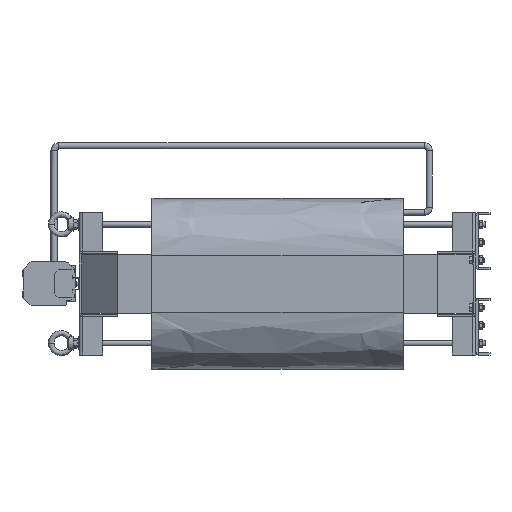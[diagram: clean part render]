
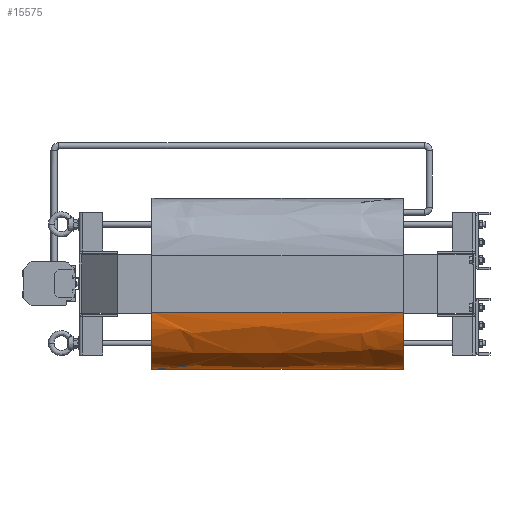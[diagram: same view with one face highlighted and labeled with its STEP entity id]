
A CAD part, left-side view. The second image highlights one B-rep face of the part: STEP entity #15575.
In plain terms, the highlighted free-form (B-spline) face has degree [2, 3] with [3, 4] control points.
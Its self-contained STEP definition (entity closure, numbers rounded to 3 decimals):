
#2669 = CARTESIAN_POINT ( 'NONE',  ( -335.5, 291.5, -180. ) ) ;
#2850 = CARTESIAN_POINT ( 'NONE',  ( -335.5, -291.5, -180. ) ) ;
#3971 = CARTESIAN_POINT ( 'NONE',  ( -335.5, 265., -180. ) ) ;
#4201 = CARTESIAN_POINT ( 'NONE',  ( -335.5, 265., -180. ) ) ;
#5332 = CARTESIAN_POINT ( 'NONE',  ( -335.5, -265., -180. ) ) ;
#6371 = CARTESIAN_POINT ( 'NONE',  ( -335.5, -97.167, -180. ) ) ;
#11280 =( BOUNDED_SURFACE ( )  B_SPLINE_SURFACE ( 2, 3, ( 
 ( #2850, #6371, #22702, #2669 ),
 ( #14773, #26929, #30999, #39141 ),
 ( #14942, #43184, #47431, #46738 ) ),
 .UNSPECIFIED., .F., .F., .T. ) 
 B_SPLINE_SURFACE_WITH_KNOTS ( ( 3, 3 ),
 ( 4, 4 ),
 ( 0., 1. ),
 ( -0.556, 0.027 ),
 .UNSPECIFIED. ) 
 GEOMETRIC_REPRESENTATION_ITEM ( )  RATIONAL_B_SPLINE_SURFACE ( (
 ( 1., 1., 1., 1.),
 ( 0.707, 0.707, 0.707, 0.707),
 ( 1., 1., 1., 1.) ) ) 
 REPRESENTATION_ITEM ( '' )  SURFACE ( )  );
#12117 = VERTEX_POINT ( 'NONE', #47535 ) ;
#12370 = DIRECTION ( 'NONE',  ( 0., 1., 0. ) ) ;
#14773 = CARTESIAN_POINT ( 'NONE',  ( -443.5, -291.5, -180. ) ) ;
#14942 = CARTESIAN_POINT ( 'NONE',  ( -443.5, -291.5, -60. ) ) ;
#15575 = ADVANCED_FACE ( 'NONE', ( #38252 ), #11280, .T. ) ;
#16368 = CARTESIAN_POINT ( 'NONE',  ( -443.5, -265., -180. ) ) ;
#16536 = CARTESIAN_POINT ( 'NONE',  ( -443.5, -265., -60. ) ) ;
#16884 = VECTOR ( 'NONE', #48171, 1000. ) ;
#17846 = EDGE_CURVE ( 'NONE', #40290, #12117, #43967, .T. ) ;
#18991 = EDGE_CURVE ( 'NONE', #34733, #40290, #39228, .T. ) ;
#20047 = EDGE_LOOP ( 'NONE', ( #42277, #41018, #26160, #29630 ) ) ;
#22702 = CARTESIAN_POINT ( 'NONE',  ( -335.5, 97.167, -180. ) ) ;
#22793 = VECTOR ( 'NONE', #12370, 1000. ) ;
#26160 = ORIENTED_EDGE ( 'NONE', *, *, #37405, .F. ) ;
#26929 = CARTESIAN_POINT ( 'NONE',  ( -443.5, -97.167, -180. ) ) ;
#27430 = EDGE_CURVE ( 'NONE', #12117, #40045, #38382, .T. ) ;
#28175 = CARTESIAN_POINT ( 'NONE',  ( -443.5, 265., -60. ) ) ;
#29339 =( BOUNDED_CURVE ( )  B_SPLINE_CURVE ( 2, ( #16536, #16368, #32234 ),
 .UNSPECIFIED., .F., .F. ) 
 B_SPLINE_CURVE_WITH_KNOTS ( ( 3, 3 ),
 ( 0., 0.178 ),
 .UNSPECIFIED. ) 
 CURVE ( )  GEOMETRIC_REPRESENTATION_ITEM ( )  RATIONAL_B_SPLINE_CURVE ( ( 1., 0.707, 1. ) ) 
 REPRESENTATION_ITEM ( '' )  );
#29630 = ORIENTED_EDGE ( 'NONE', *, *, #27430, .F. ) ;
#30999 = CARTESIAN_POINT ( 'NONE',  ( -443.5, 97.167, -180. ) ) ;
#31039 = CARTESIAN_POINT ( 'NONE',  ( -443.5, 265., -180. ) ) ;
#32234 = CARTESIAN_POINT ( 'NONE',  ( -335.5, -265., -180. ) ) ;
#34579 = CARTESIAN_POINT ( 'NONE',  ( -335.5, 265., -180. ) ) ;
#34733 = VERTEX_POINT ( 'NONE', #5332 ) ;
#37405 = EDGE_CURVE ( 'NONE', #40045, #34733, #29339, .T. ) ;
#38252 = FACE_OUTER_BOUND ( 'NONE', #20047, .T. ) ;
#38382 = LINE ( 'NONE', #28175, #16884 ) ;
#39004 = CARTESIAN_POINT ( 'NONE',  ( -443.5, 265., -60. ) ) ;
#39141 = CARTESIAN_POINT ( 'NONE',  ( -443.5, 291.5, -180. ) ) ;
#39228 = LINE ( 'NONE', #3971, #22793 ) ;
#40045 = VERTEX_POINT ( 'NONE', #46718 ) ;
#40290 = VERTEX_POINT ( 'NONE', #4201 ) ;
#41018 = ORIENTED_EDGE ( 'NONE', *, *, #18991, .F. ) ;
#42277 = ORIENTED_EDGE ( 'NONE', *, *, #17846, .F. ) ;
#43184 = CARTESIAN_POINT ( 'NONE',  ( -443.5, -97.167, -60. ) ) ;
#43967 =( BOUNDED_CURVE ( )  B_SPLINE_CURVE ( 2, ( #34579, #31039, #39004 ),
 .UNSPECIFIED., .F., .F. ) 
 B_SPLINE_CURVE_WITH_KNOTS ( ( 3, 3 ),
 ( 0., 0.178 ),
 .UNSPECIFIED. ) 
 CURVE ( )  GEOMETRIC_REPRESENTATION_ITEM ( )  RATIONAL_B_SPLINE_CURVE ( ( 1., 0.707, 1. ) ) 
 REPRESENTATION_ITEM ( '' )  );
#46718 = CARTESIAN_POINT ( 'NONE',  ( -443.5, -265., -60. ) ) ;
#46738 = CARTESIAN_POINT ( 'NONE',  ( -443.5, 291.5, -60. ) ) ;
#47431 = CARTESIAN_POINT ( 'NONE',  ( -443.5, 97.167, -60. ) ) ;
#47535 = CARTESIAN_POINT ( 'NONE',  ( -443.5, 265., -60. ) ) ;
#48171 = DIRECTION ( 'NONE',  ( 0., -1., 0. ) ) ;
